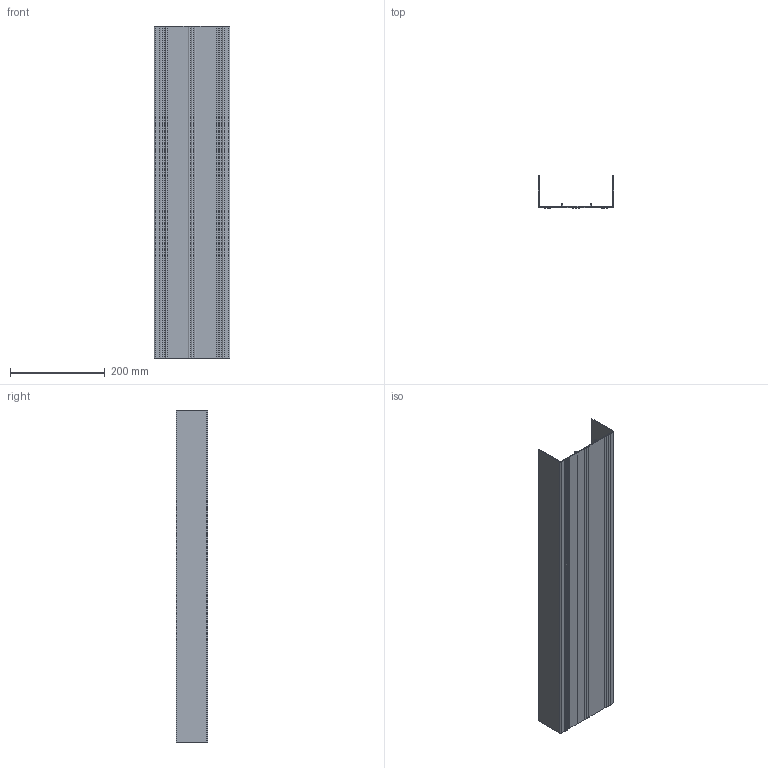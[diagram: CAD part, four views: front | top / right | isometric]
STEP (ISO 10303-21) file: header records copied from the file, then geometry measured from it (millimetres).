
FILE_DESCRIPTION((''),'2;1');
FILE_NAME('ZEI_ART_3DSTP_01314.stp','2013-06-13T11:04:36',('Alois Weiner'),(''),'Autodesk Inventor 2013','Autodesk Inventor 2013','');
FILE_SCHEMA(('AUTOMOTIVE_DESIGN { 1 0 10303 214 1 1 1 1 }'));
Length unit declared in the file: millimetre
Products named in the file (1): 01314000
Bounding box: 160 x 66.99 x 700 mm (x, y, z)
Volume: 436007.8 mm3; surface area: 424983.8 mm2
Topology: 1 solids, 1 shells, 38 faces, 108 edges, 72 vertices
Faces by surface type: plane 25, cylinder 13
Entity records: 1264 total; most frequent: CARTESIAN_POINT 219, ORIENTED_EDGE 216, DIRECTION 212, EDGE_CURVE 108, VECTOR 82, LINE 82, VERTEX_POINT 72, AXIS2_PLACEMENT_3D 65
